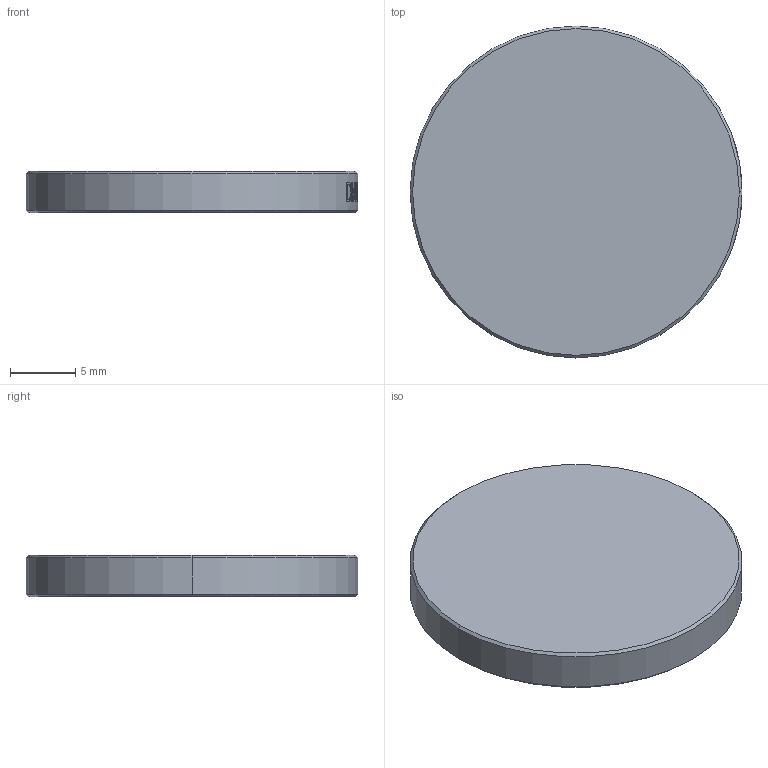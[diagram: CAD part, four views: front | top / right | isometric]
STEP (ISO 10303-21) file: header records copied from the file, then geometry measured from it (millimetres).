
FILE_DESCRIPTION (( 'STEP AP203' ), '1' );
FILE_NAME ('TTN045159-E0W.STEP', '2016-06-20T18:50:13', ( 'admin' ), ( '' ), 'SwSTEP 2.0', 'SolidWorks 2016', '' );
FILE_SCHEMA (( 'CONFIG_CONTROL_DESIGN' ));
Length unit declared in the file: millimetre
Products named in the file (1): TTN045159-E0W
Bounding box: 25.4 x 25.4 x 3.2 mm (x, y, z)
Volume: 1617.3 mm3; surface area: 1249.7 mm2
Topology: 1 solids, 1 shells, 22 faces, 105 edges, 99 vertices
Faces by surface type: cylinder 16, cone 4, plane 2
Entity records: 2206 total; most frequent: CARTESIAN_POINT 1284, ORIENTED_EDGE 210, DIRECTION 129, EDGE_CURVE 105, VERTEX_POINT 99, AXIS2_PLACEMENT_3D 52, B_SPLINE_CURVE_WITH_KNOTS 51, EDGE_LOOP 36
